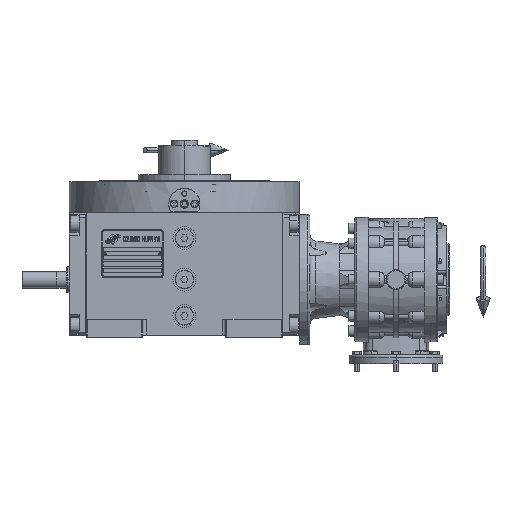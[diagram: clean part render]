
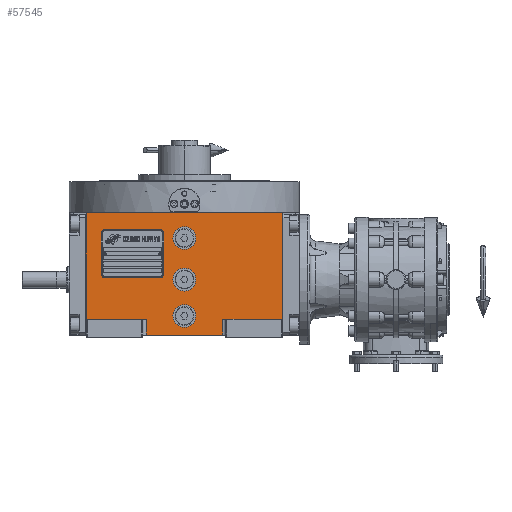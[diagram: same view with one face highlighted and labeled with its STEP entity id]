
A CAD part, top view. The second image highlights one B-rep face of the part: STEP entity #57545.
In plain terms, the highlighted planar face has unit normal (0, 0, 1).
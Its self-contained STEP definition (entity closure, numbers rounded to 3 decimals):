
#169 = DIRECTION ( 'NONE',  ( 0., 0., 1. ) ) ;
#233 = CIRCLE ( 'NONE', #10268, 11. ) ;
#752 = CARTESIAN_POINT ( 'NONE',  ( -11., 40., 163.5 ) ) ;
#1559 = CARTESIAN_POINT ( 'NONE',  ( 0., 0., 163.5 ) ) ;
#2260 = DIRECTION ( 'NONE',  ( 0., 0., 1. ) ) ;
#2894 = DIRECTION ( 'NONE',  ( -1., 0., 0. ) ) ;
#3528 = VERTEX_POINT ( 'NONE', #79701 ) ;
#4001 = FACE_BOUND ( 'NONE', #50675, .T. ) ;
#4121 = EDGE_CURVE ( 'NONE', #21528, #30725, #113428, .T. ) ;
#4291 = CARTESIAN_POINT ( 'NONE',  ( 11., 40., 163.5 ) ) ;
#5100 = CARTESIAN_POINT ( 'NONE',  ( 11., 0., 163.5 ) ) ;
#5280 = VECTOR ( 'NONE', #53563, 1000. ) ;
#6082 = CIRCLE ( 'NONE', #92079, 11. ) ;
#6900 = CARTESIAN_POINT ( 'NONE',  ( -94.5, 64.5, 163.5 ) ) ;
#6936 = VERTEX_POINT ( 'NONE', #5100 ) ;
#7669 = DIRECTION ( 'NONE',  ( 1., 0., 0. ) ) ;
#9800 = CIRCLE ( 'NONE', #37754, 11. ) ;
#9898 = ORIENTED_EDGE ( 'NONE', *, *, #18716, .F. ) ;
#9921 = VECTOR ( 'NONE', #86714, 1000. ) ;
#10268 = AXIS2_PLACEMENT_3D ( 'NONE', #41679, #2260, #31685 ) ;
#11468 = CARTESIAN_POINT ( 'NONE',  ( 37., -53.5, 163.5 ) ) ;
#14031 = FACE_BOUND ( 'NONE', #94508, .T. ) ;
#15980 = CARTESIAN_POINT ( 'NONE',  ( 37., -38.5, 163.5 ) ) ;
#16737 = ORIENTED_EDGE ( 'NONE', *, *, #109271, .F. ) ;
#16757 = EDGE_CURVE ( 'NONE', #3528, #97532, #120850, .T. ) ;
#18716 = EDGE_CURVE ( 'NONE', #44703, #52845, #42210, .T. ) ;
#21528 = VERTEX_POINT ( 'NONE', #107478 ) ;
#21681 = DIRECTION ( 'NONE',  ( 0., 0., 1. ) ) ;
#21823 = DIRECTION ( 'NONE',  ( 0., 1., 0. ) ) ;
#24992 = VERTEX_POINT ( 'NONE', #107614 ) ;
#27129 = DIRECTION ( 'NONE',  ( 1., 0., 0. ) ) ;
#28620 = ORIENTED_EDGE ( 'NONE', *, *, #91680, .T. ) ;
#29061 = CARTESIAN_POINT ( 'NONE',  ( -37., -38.5, 163.5 ) ) ;
#29281 = EDGE_CURVE ( 'NONE', #6936, #85739, #110222, .T. ) ;
#29495 = ORIENTED_EDGE ( 'NONE', *, *, #116539, .F. ) ;
#30725 = VERTEX_POINT ( 'NONE', #11468 ) ;
#31212 = LINE ( 'NONE', #107566, #81035 ) ;
#31685 = DIRECTION ( 'NONE',  ( 1., 0., 0. ) ) ;
#32208 = AXIS2_PLACEMENT_3D ( 'NONE', #69899, #21681, #2894 ) ;
#33402 = EDGE_CURVE ( 'NONE', #104625, #101284, #9800, .T. ) ;
#33840 = DIRECTION ( 'NONE',  ( 1., 0., 0. ) ) ;
#34036 = ORIENTED_EDGE ( 'NONE', *, *, #44949, .F. ) ;
#34676 = DIRECTION ( 'NONE',  ( 1., 0., 0. ) ) ;
#34813 = VERTEX_POINT ( 'NONE', #29061 ) ;
#35492 = EDGE_CURVE ( 'NONE', #101284, #104625, #233, .T. ) ;
#37673 = CARTESIAN_POINT ( 'NONE',  ( -37., -53.5, 163.5 ) ) ;
#37754 = AXIS2_PLACEMENT_3D ( 'NONE', #88660, #96192, #98666 ) ;
#40809 = ORIENTED_EDGE ( 'NONE', *, *, #4121, .T. ) ;
#41449 = CARTESIAN_POINT ( 'NONE',  ( -11., -35., 163.5 ) ) ;
#41679 = CARTESIAN_POINT ( 'NONE',  ( 0., -35., 163.5 ) ) ;
#42159 = ORIENTED_EDGE ( 'NONE', *, *, #99681, .F. ) ;
#42210 = CIRCLE ( 'NONE', #32208, 11. ) ;
#42824 = CARTESIAN_POINT ( 'NONE',  ( -94.5, -53.5, 163.5 ) ) ;
#44639 = LINE ( 'NONE', #121011, #90248 ) ;
#44703 = VERTEX_POINT ( 'NONE', #752 ) ;
#44845 = CARTESIAN_POINT ( 'NONE',  ( -94.5, -38.5, 163.5 ) ) ;
#44949 = EDGE_CURVE ( 'NONE', #21528, #34813, #69457, .T. ) ;
#46619 = EDGE_CURVE ( 'NONE', #24992, #3528, #112426, .T. ) ;
#46949 = DIRECTION ( 'NONE',  ( 0., 0., 1. ) ) ;
#47553 = DIRECTION ( 'NONE',  ( -1., 0., 0. ) ) ;
#48819 = VERTEX_POINT ( 'NONE', #104607 ) ;
#50675 = EDGE_LOOP ( 'NONE', ( #89211, #42159 ) ) ;
#51617 = PLANE ( 'NONE',  #99973 ) ;
#51671 = DIRECTION ( 'NONE',  ( 0., 0., 1. ) ) ;
#52845 = VERTEX_POINT ( 'NONE', #4291 ) ;
#53563 = DIRECTION ( 'NONE',  ( 0., -1., 0. ) ) ;
#54228 = AXIS2_PLACEMENT_3D ( 'NONE', #1559, #51671, #89852 ) ;
#54444 = VERTEX_POINT ( 'NONE', #15980 ) ;
#56038 = VECTOR ( 'NONE', #93452, 1000. ) ;
#56212 = ORIENTED_EDGE ( 'NONE', *, *, #113920, .T. ) ;
#57545 = ADVANCED_FACE ( 'NONE', ( #4001, #14031, #111026, #63471 ), #51617, .T. ) ;
#57777 = CARTESIAN_POINT ( 'NONE',  ( 0., 40., 163.5 ) ) ;
#58905 = CARTESIAN_POINT ( 'NONE',  ( 94.5, 64.5, 163.5 ) ) ;
#63471 = FACE_OUTER_BOUND ( 'NONE', #91877, .T. ) ;
#68540 = LINE ( 'NONE', #106696, #9921 ) ;
#69457 = LINE ( 'NONE', #87008, #87496 ) ;
#69899 = CARTESIAN_POINT ( 'NONE',  ( 0., 40., 163.5 ) ) ;
#70885 = CIRCLE ( 'NONE', #78809, 11. ) ;
#71954 = ORIENTED_EDGE ( 'NONE', *, *, #121926, .T. ) ;
#72156 = ORIENTED_EDGE ( 'NONE', *, *, #33402, .F. ) ;
#73644 = DIRECTION ( 'NONE',  ( 0., 1., 0. ) ) ;
#76454 = ORIENTED_EDGE ( 'NONE', *, *, #46619, .F. ) ;
#78206 = CARTESIAN_POINT ( 'NONE',  ( 0., 0., 163.5 ) ) ;
#78809 = AXIS2_PLACEMENT_3D ( 'NONE', #78206, #46949, #47553 ) ;
#79701 = CARTESIAN_POINT ( 'NONE',  ( -94.5, 64.5, 163.5 ) ) ;
#81035 = VECTOR ( 'NONE', #21823, 1000. ) ;
#85739 = VERTEX_POINT ( 'NONE', #105486 ) ;
#86714 = DIRECTION ( 'NONE',  ( 1., 0., 0. ) ) ;
#87008 = CARTESIAN_POINT ( 'NONE',  ( -37., -53.5, 163.5 ) ) ;
#87496 = VECTOR ( 'NONE', #87614, 1000. ) ;
#87614 = DIRECTION ( 'NONE',  ( 0., 1., 0. ) ) ;
#88378 = VECTOR ( 'NONE', #33840, 1000. ) ;
#88660 = CARTESIAN_POINT ( 'NONE',  ( 0., -35., 163.5 ) ) ;
#89211 = ORIENTED_EDGE ( 'NONE', *, *, #29281, .F. ) ;
#89852 = DIRECTION ( 'NONE',  ( 1., 0., 0. ) ) ;
#90248 = VECTOR ( 'NONE', #7669, 1000. ) ;
#91190 = CARTESIAN_POINT ( 'NONE',  ( 11., -35., 163.5 ) ) ;
#91680 = EDGE_CURVE ( 'NONE', #24992, #34813, #44639, .T. ) ;
#91877 = EDGE_LOOP ( 'NONE', ( #40809, #29495, #71954, #56212, #114290, #76454, #28620, #34036 ) ) ;
#92079 = AXIS2_PLACEMENT_3D ( 'NONE', #57777, #169, #27129 ) ;
#92086 = ORIENTED_EDGE ( 'NONE', *, *, #35492, .F. ) ;
#93452 = DIRECTION ( 'NONE',  ( 1., 0., 0. ) ) ;
#94508 = EDGE_LOOP ( 'NONE', ( #92086, #72156 ) ) ;
#94584 = VECTOR ( 'NONE', #73644, 1000. ) ;
#96192 = DIRECTION ( 'NONE',  ( 0., 0., 1. ) ) ;
#97532 = VERTEX_POINT ( 'NONE', #58905 ) ;
#98666 = DIRECTION ( 'NONE',  ( -1., 0., 0. ) ) ;
#99681 = EDGE_CURVE ( 'NONE', #85739, #6936, #70885, .T. ) ;
#99973 = AXIS2_PLACEMENT_3D ( 'NONE', #42824, #100429, #34676 ) ;
#100429 = DIRECTION ( 'NONE',  ( 0., 0., 1. ) ) ;
#101123 = LINE ( 'NONE', #111712, #5280 ) ;
#101284 = VERTEX_POINT ( 'NONE', #91190 ) ;
#104607 = CARTESIAN_POINT ( 'NONE',  ( 94.5, -38.5, 163.5 ) ) ;
#104625 = VERTEX_POINT ( 'NONE', #41449 ) ;
#105486 = CARTESIAN_POINT ( 'NONE',  ( -11., 0., 163.5 ) ) ;
#106411 = EDGE_LOOP ( 'NONE', ( #16737, #9898 ) ) ;
#106696 = CARTESIAN_POINT ( 'NONE',  ( 37., -38.5, 163.5 ) ) ;
#107478 = CARTESIAN_POINT ( 'NONE',  ( -37., -53.5, 163.5 ) ) ;
#107566 = CARTESIAN_POINT ( 'NONE',  ( 94.5, -38.5, 163.5 ) ) ;
#107614 = CARTESIAN_POINT ( 'NONE',  ( -94.5, -38.5, 163.5 ) ) ;
#109271 = EDGE_CURVE ( 'NONE', #52845, #44703, #6082, .T. ) ;
#110222 = CIRCLE ( 'NONE', #54228, 11. ) ;
#111026 = FACE_BOUND ( 'NONE', #106411, .T. ) ;
#111712 = CARTESIAN_POINT ( 'NONE',  ( 37., -38.5, 163.5 ) ) ;
#112426 = LINE ( 'NONE', #44845, #94584 ) ;
#113428 = LINE ( 'NONE', #37673, #56038 ) ;
#113920 = EDGE_CURVE ( 'NONE', #48819, #97532, #31212, .T. ) ;
#114290 = ORIENTED_EDGE ( 'NONE', *, *, #16757, .F. ) ;
#116539 = EDGE_CURVE ( 'NONE', #54444, #30725, #101123, .T. ) ;
#120850 = LINE ( 'NONE', #6900, #88378 ) ;
#121011 = CARTESIAN_POINT ( 'NONE',  ( -94.5, -38.5, 163.5 ) ) ;
#121926 = EDGE_CURVE ( 'NONE', #54444, #48819, #68540, .T. ) ;
